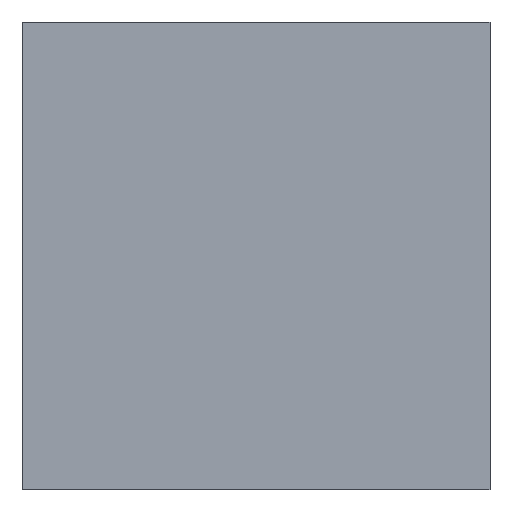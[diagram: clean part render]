
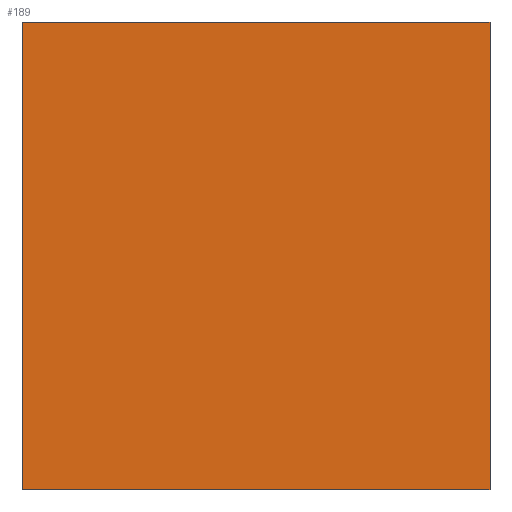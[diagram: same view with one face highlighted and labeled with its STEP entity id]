
A CAD part, left-side view. The second image highlights one B-rep face of the part: STEP entity #189.
In plain terms, the highlighted face is planar.
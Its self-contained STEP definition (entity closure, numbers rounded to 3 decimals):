
#1 = ORIENTED_EDGE ( 'NONE', *, *, #142, .F. ) ;
#2 = DIRECTION ( 'NONE',  ( -0.707, 0., -0.707 ) ) ;
#5 = CARTESIAN_POINT ( 'NONE',  ( 7.071, 0., -7.071 ) ) ;
#19 = CARTESIAN_POINT ( 'NONE',  ( 7.071, 10., -7.071 ) ) ;
#21 = DIRECTION ( 'NONE',  ( 0.707, 0., 0.707 ) ) ;
#24 = LINE ( 'NONE', #172, #81 ) ;
#41 = DIRECTION ( 'NONE',  ( 0., -1., 0. ) ) ;
#50 = AXIS2_PLACEMENT_3D ( 'NONE', #173, #152, #21 ) ;
#67 = VERTEX_POINT ( 'NONE', #186 ) ;
#71 = VERTEX_POINT ( 'NONE', #206 ) ;
#81 = VECTOR ( 'NONE', #41, 1000. ) ;
#92 = LINE ( 'NONE', #19, #110 ) ;
#110 = VECTOR ( 'NONE', #221, 1000. ) ;
#118 = CARTESIAN_POINT ( 'NONE',  ( 7.071, 10., -7.071 ) ) ;
#120 = LINE ( 'NONE', #232, #148 ) ;
#129 = ORIENTED_EDGE ( 'NONE', *, *, #235, .T. ) ;
#133 = ORIENTED_EDGE ( 'NONE', *, *, #194, .F. ) ;
#135 = PLANE ( 'NONE',  #50 ) ;
#142 = EDGE_CURVE ( 'NONE', #71, #166, #92, .T. ) ;
#148 = VECTOR ( 'NONE', #231, 1000. ) ;
#150 = FACE_OUTER_BOUND ( 'NONE', #224, .T. ) ;
#152 = DIRECTION ( 'NONE',  ( -0.707, 0., 0.707 ) ) ;
#166 = VERTEX_POINT ( 'NONE', #118 ) ;
#168 = LINE ( 'NONE', #188, #176 ) ;
#172 = CARTESIAN_POINT ( 'NONE',  ( 14.142, 10., 0. ) ) ;
#173 = CARTESIAN_POINT ( 'NONE',  ( 7.071, 10., -7.071 ) ) ;
#176 = VECTOR ( 'NONE', #2, 1000. ) ;
#186 = CARTESIAN_POINT ( 'NONE',  ( 14.142, 0., 0. ) ) ;
#188 = CARTESIAN_POINT ( 'NONE',  ( 7.071, 0., -7.071 ) ) ;
#189 = ADVANCED_FACE ( 'NONE', ( #150 ), #135, .F. ) ;
#194 = EDGE_CURVE ( 'NONE', #166, #204, #120, .T. ) ;
#201 = EDGE_CURVE ( 'NONE', #71, #67, #24, .T. ) ;
#204 = VERTEX_POINT ( 'NONE', #5 ) ;
#206 = CARTESIAN_POINT ( 'NONE',  ( 14.142, 10., 0. ) ) ;
#208 = ORIENTED_EDGE ( 'NONE', *, *, #201, .T. ) ;
#221 = DIRECTION ( 'NONE',  ( -0.707, 0., -0.707 ) ) ;
#224 = EDGE_LOOP ( 'NONE', ( #129, #133, #1, #208 ) ) ;
#231 = DIRECTION ( 'NONE',  ( 0., -1., 0. ) ) ;
#232 = CARTESIAN_POINT ( 'NONE',  ( 7.071, 10., -7.071 ) ) ;
#235 = EDGE_CURVE ( 'NONE', #67, #204, #168, .T. ) ;
